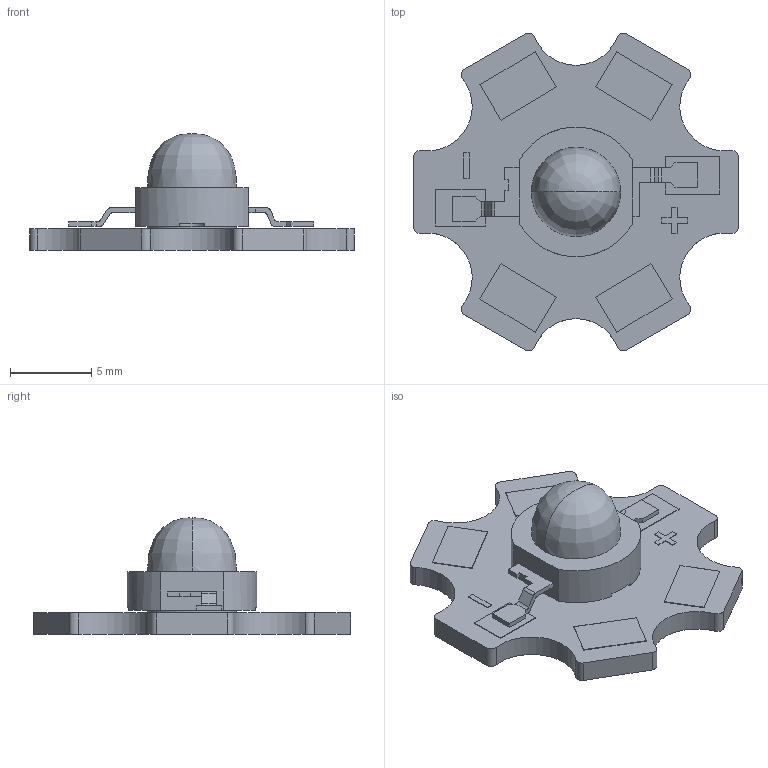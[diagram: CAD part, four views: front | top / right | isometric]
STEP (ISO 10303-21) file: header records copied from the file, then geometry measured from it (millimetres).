
FILE_DESCRIPTION(/* description */ (''),/* implementation_level */ '2;1');
FILE_NAME(/* name */ '00_3W_LED_Star_pad_v1.iam.step',/* time_stamp */ '2022-11-29T08:48:13+01:00',/* author */ (''),/* organization */ (''),/* preprocessor_version */ 'ST-DEVELOPER v18.1',/* originating_system */ 'Autodesk Inventor 2022',/* authorisation */ '');
FILE_SCHEMA (('AUTOMOTIVE_DESIGN { 1 0 10303 214 3 1 1 }'));
Length unit declared in the file: millimetre
Products named in the file (5): 00_3W_LED_Star_pad_v1; 00_LED_star_base; 00_3W-Led-2 v7; 00_LED_lens; 00_LED_smd_body
Assembly tree (4 placements, depth 3):
  00_3W_LED_Star_pad_v1
    00_LED_star_base
    00_3W-Led-2 v7
      00_LED_lens
      00_LED_smd_body
Bounding box: 20 x 19.6 x 7.19 mm (x, y, z)
Volume: 542 mm3; surface area: 913.2 mm2
Topology: 3 solids, 3 shells, 135 faces, 351 edges, 233 vertices
Faces by surface type: plane 100, cylinder 33, bspline 2
Full cylindrical faces by diameter (mm): 4 x1, 5.5 x1, 6.74 x1
Entity records: 4429 total; most frequent: CARTESIAN_POINT 805, DIRECTION 703, ORIENTED_EDGE 698, EDGE_CURVE 349, LINE 275, VECTOR 275, VERTEX_POINT 233, AXIS2_PLACEMENT_3D 214
